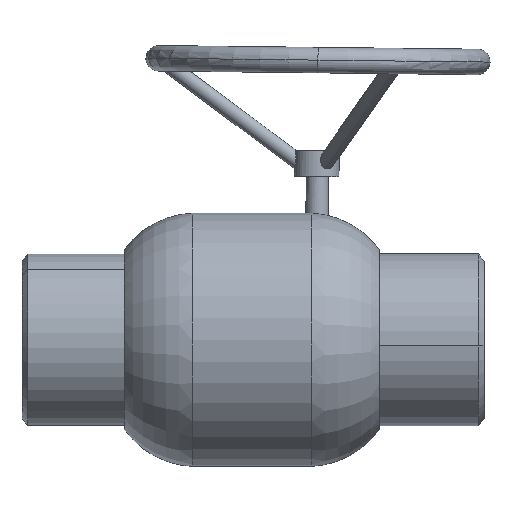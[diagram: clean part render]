
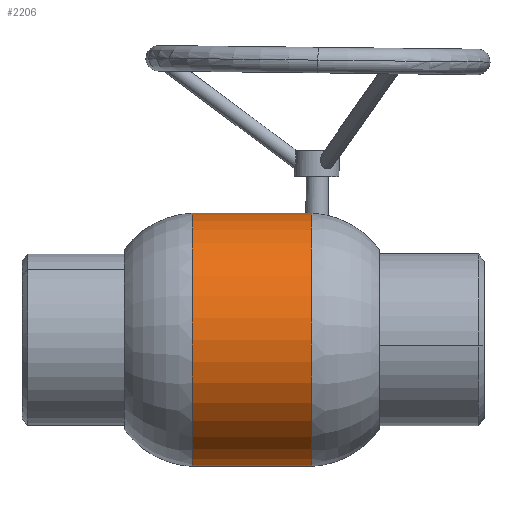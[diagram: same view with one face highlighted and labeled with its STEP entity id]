
A CAD part, front view. The second image highlights one B-rep face of the part: STEP entity #2206.
In plain terms, the highlighted cylindrical face has radius 79.5 mm (diameter 159 mm), a partial arc.
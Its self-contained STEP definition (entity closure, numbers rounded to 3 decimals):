
#259 = CARTESIAN_POINT ( 'NONE',  ( 0., 0., 79.5 ) ) ;
#1450 = CARTESIAN_POINT ( 'NONE',  ( 37.5, 0., -79.5 ) ) ;
#1779 = DIRECTION ( 'NONE',  ( -1., 0., 0. ) ) ;
#2005 = ORIENTED_EDGE ( 'NONE', *, *, #10919, .T. ) ;
#2108 = EDGE_LOOP ( 'NONE', ( #6566, #2005, #17452, #21222 ) ) ;
#2206 = ADVANCED_FACE ( 'NONE', ( #7955 ), #4374, .T. ) ;
#2267 = VECTOR ( 'NONE', #1779, 1000. ) ;
#2410 = VECTOR ( 'NONE', #21129, 1000. ) ;
#3039 = CIRCLE ( 'NONE', #15984, 79.5 ) ;
#3761 = CARTESIAN_POINT ( 'NONE',  ( 37.5, 0., 79.5 ) ) ;
#4343 = DIRECTION ( 'NONE',  ( -1., 0., 0. ) ) ;
#4374 = CYLINDRICAL_SURFACE ( 'NONE', #22318, 79.5 ) ;
#4569 = DIRECTION ( 'NONE',  ( 0., 0., 1. ) ) ;
#6233 = CARTESIAN_POINT ( 'NONE',  ( 0., 0., 0. ) ) ;
#6566 = ORIENTED_EDGE ( 'NONE', *, *, #12455, .F. ) ;
#7955 = FACE_OUTER_BOUND ( 'NONE', #2108, .T. ) ;
#8629 = VERTEX_POINT ( 'NONE', #21968 ) ;
#9411 = AXIS2_PLACEMENT_3D ( 'NONE', #22216, #4343, #4569 ) ;
#9795 = EDGE_CURVE ( 'NONE', #22051, #8629, #16120, .T. ) ;
#10919 = EDGE_CURVE ( 'NONE', #15232, #22051, #3039, .T. ) ;
#11438 = DIRECTION ( 'NONE',  ( -1., 0., 0. ) ) ;
#12455 = EDGE_CURVE ( 'NONE', #15232, #22851, #13939, .T. ) ;
#13414 = DIRECTION ( 'NONE',  ( -1., 0., 0. ) ) ;
#13939 = LINE ( 'NONE', #17535, #2410 ) ;
#15232 = VERTEX_POINT ( 'NONE', #1450 ) ;
#15399 = CARTESIAN_POINT ( 'NONE',  ( 37.5, 0., 0. ) ) ;
#15723 = CIRCLE ( 'NONE', #9411, 79.5 ) ;
#15984 = AXIS2_PLACEMENT_3D ( 'NONE', #15399, #13414, #20497 ) ;
#16120 = LINE ( 'NONE', #259, #2267 ) ;
#17452 = ORIENTED_EDGE ( 'NONE', *, *, #9795, .T. ) ;
#17535 = CARTESIAN_POINT ( 'NONE',  ( 0., 0., -79.5 ) ) ;
#18440 = EDGE_CURVE ( 'NONE', #22851, #8629, #15723, .T. ) ;
#18502 = CARTESIAN_POINT ( 'NONE',  ( -37.5, 0., -79.5 ) ) ;
#20372 = DIRECTION ( 'NONE',  ( 0., 0., 1. ) ) ;
#20497 = DIRECTION ( 'NONE',  ( 0., 0., 1. ) ) ;
#21129 = DIRECTION ( 'NONE',  ( -1., 0., 0. ) ) ;
#21222 = ORIENTED_EDGE ( 'NONE', *, *, #18440, .F. ) ;
#21968 = CARTESIAN_POINT ( 'NONE',  ( -37.5, 0., 79.5 ) ) ;
#22051 = VERTEX_POINT ( 'NONE', #3761 ) ;
#22216 = CARTESIAN_POINT ( 'NONE',  ( -37.5, 0., 0. ) ) ;
#22318 = AXIS2_PLACEMENT_3D ( 'NONE', #6233, #11438, #20372 ) ;
#22851 = VERTEX_POINT ( 'NONE', #18502 ) ;
